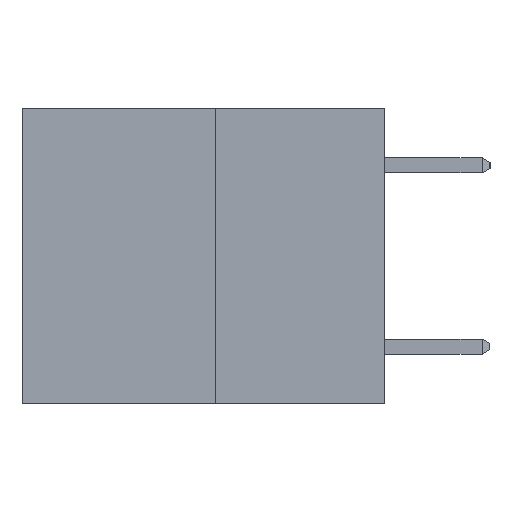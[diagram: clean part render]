
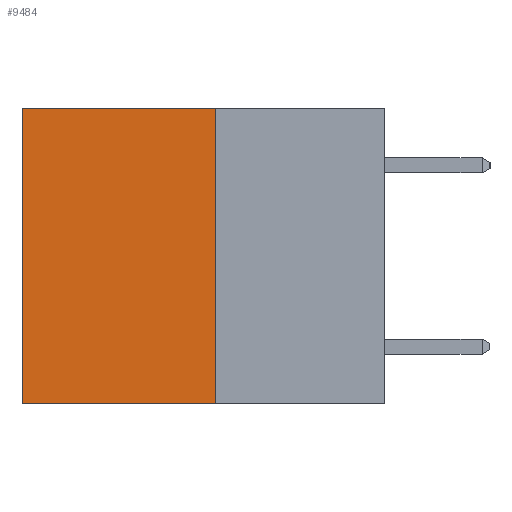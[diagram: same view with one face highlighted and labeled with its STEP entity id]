
A CAD part, left-side view. The second image highlights one B-rep face of the part: STEP entity #9484.
In plain terms, the highlighted planar face has unit normal (-1, 0, 0).
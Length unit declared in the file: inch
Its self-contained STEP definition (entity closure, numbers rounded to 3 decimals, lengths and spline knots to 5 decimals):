
#150 = CARTESIAN_POINT ( 'NONE',  ( 0.3165, 0.28, -0.49 ) ) ;
#229 = EDGE_LOOP ( 'NONE', ( #4564, #4725, #3243, #4776 ) ) ;
#266 = LINE ( 'NONE', #9385, #3626 ) ;
#883 = VECTOR ( 'NONE', #4740, 39.37008 ) ;
#1373 = PLANE ( 'NONE',  #5420 ) ;
#1801 = EDGE_CURVE ( 'NONE', #9498, #8837, #7606, .T. ) ;
#2004 = EDGE_CURVE ( 'NONE', #2396, #3204, #8810, .T. ) ;
#2396 = VERTEX_POINT ( 'NONE', #3803 ) ;
#2821 = DIRECTION ( 'NONE',  ( 0., 0., -1. ) ) ;
#3204 = VERTEX_POINT ( 'NONE', #5522 ) ;
#3243 = ORIENTED_EDGE ( 'NONE', *, *, #6885, .F. ) ;
#3626 = VECTOR ( 'NONE', #2821, 39.37008 ) ;
#3762 = FACE_OUTER_BOUND ( 'NONE', #229, .T. ) ;
#3803 = CARTESIAN_POINT ( 'NONE',  ( 0.3165, 0.28, -0.49 ) ) ;
#4368 = VECTOR ( 'NONE', #6680, 39.37008 ) ;
#4382 = DIRECTION ( 'NONE',  ( 0., 0., -1. ) ) ;
#4445 = CARTESIAN_POINT ( 'NONE',  ( 0.3165, 0.6, 0. ) ) ;
#4455 = CARTESIAN_POINT ( 'NONE',  ( 0.3165, 0.28, 0. ) ) ;
#4564 = ORIENTED_EDGE ( 'NONE', *, *, #4830, .T. ) ;
#4725 = ORIENTED_EDGE ( 'NONE', *, *, #2004, .F. ) ;
#4740 = DIRECTION ( 'NONE',  ( 0., 0., -1. ) ) ;
#4776 = ORIENTED_EDGE ( 'NONE', *, *, #1801, .T. ) ;
#4812 = CARTESIAN_POINT ( 'NONE',  ( 0.3165, 0.6, -0.49 ) ) ;
#4830 = EDGE_CURVE ( 'NONE', #8837, #3204, #8302, .T. ) ;
#5157 = CARTESIAN_POINT ( 'NONE',  ( 0.3165, 0.28, -0.49 ) ) ;
#5420 = AXIS2_PLACEMENT_3D ( 'NONE', #5157, #8135, #4382 ) ;
#5522 = CARTESIAN_POINT ( 'NONE',  ( 0.3165, 0.6, -0.49 ) ) ;
#6032 = VECTOR ( 'NONE', #7550, 39.37008 ) ;
#6680 = DIRECTION ( 'NONE',  ( 0., 1., 0. ) ) ;
#6885 = EDGE_CURVE ( 'NONE', #9498, #2396, #266, .T. ) ;
#7550 = DIRECTION ( 'NONE',  ( 0., 1., 0. ) ) ;
#7606 = LINE ( 'NONE', #8819, #4368 ) ;
#8135 = DIRECTION ( 'NONE',  ( 1., 0., 0. ) ) ;
#8302 = LINE ( 'NONE', #4812, #883 ) ;
#8810 = LINE ( 'NONE', #150, #6032 ) ;
#8819 = CARTESIAN_POINT ( 'NONE',  ( 0.3165, 0.28, 0. ) ) ;
#8837 = VERTEX_POINT ( 'NONE', #4445 ) ;
#9385 = CARTESIAN_POINT ( 'NONE',  ( 0.3165, 0.28, -0.49 ) ) ;
#9484 = ADVANCED_FACE ( 'NONE', ( #3762 ), #1373, .F. ) ;
#9498 = VERTEX_POINT ( 'NONE', #4455 ) ;
